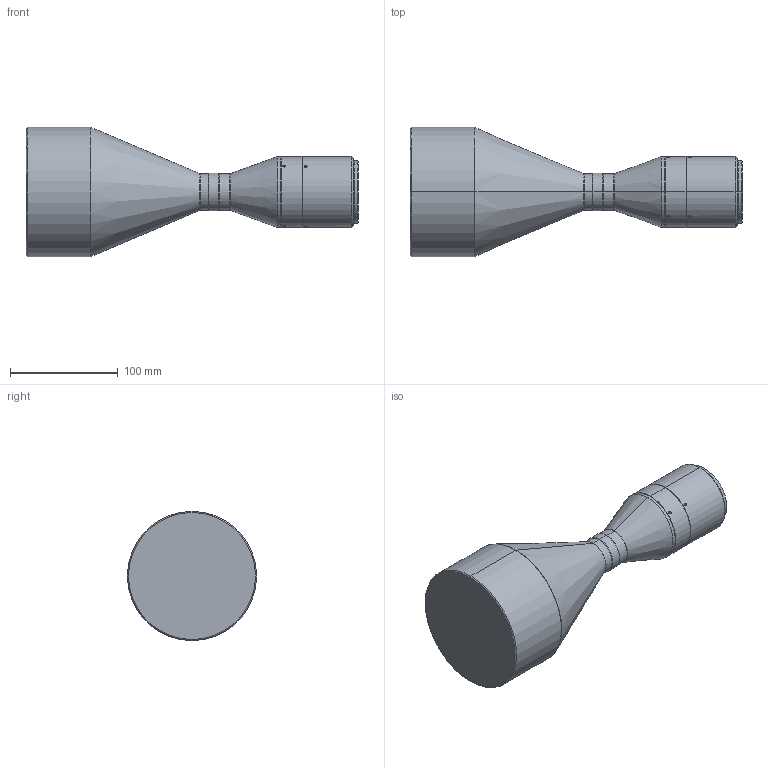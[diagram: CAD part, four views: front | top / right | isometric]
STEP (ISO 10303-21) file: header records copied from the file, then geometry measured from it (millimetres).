
FILE_DESCRIPTION (( 'STEP AP203' ), '1' );
FILE_NAME ('DTCM210-90-M58-AL.STEP', '2022-11-28T00:54:56', ( '' ), ( '' ), 'SwSTEP 2.0', 'SolidWorks 2017', '' );
FILE_SCHEMA (( 'CONFIG_CONTROL_DESIGN' ));
Length unit declared in the file: millimetre
Products named in the file (1): DTCM210-90-M58-AL
Bounding box: 308.5 x 120 x 120 mm (x, y, z)
Volume: 1568296.1 mm3; surface area: 92707.3 mm2
Topology: 1 solids, 1 shells, 74 faces, 170 edges, 98 vertices
Faces by surface type: cylinder 34, cone 26, plane 8, bspline 6
Entity records: 2329 total; most frequent: CARTESIAN_POINT 643, DIRECTION 358, ORIENTED_EDGE 316, EDGE_CURVE 158, AXIS2_PLACEMENT_3D 149, VERTEX_POINT 98, EDGE_LOOP 86, CIRCLE 80
